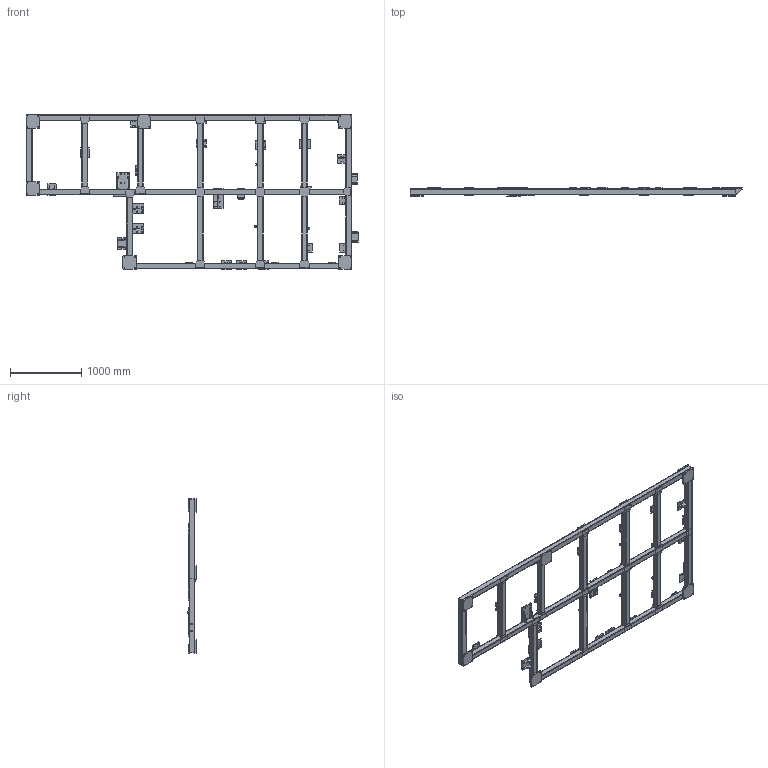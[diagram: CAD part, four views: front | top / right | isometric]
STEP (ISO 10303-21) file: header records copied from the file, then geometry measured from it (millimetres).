
FILE_DESCRIPTION(('CATIA V5 STEP Exchange'),'2;1');
FILE_NAME('C00363442-HZ-519-227090-1-UN201-0-001-01-OFF.stp','2022-04-06T13:48:11+00:00',('none'),('none'),'CATIA Version 5-6 Release 2016','CATIA V5 STEP AP203','none');
FILE_SCHEMA(('CONFIG_CONTROL_DESIGN'));
Length unit declared in the file: millimetre
Products named in the file (1): C00363442-HZ-519-227090-1-UN201-0-001-01-OFF
Assembly tree (97 placements, depth 2):
  C00363442-HZ-519-227090-1-UN201-0-001-01-OFF
    #57
    #830
    #1513
    #2286
    #3059
    #3832  x8
    #4498
    #5181
    #5878
    #6575
    #7272
    #7839
    #8536
    #9233  x2
    #10099
    #10796
    #11493
    #12190  x3
    #12913
    #13480
    #14047
    #14744
    #15441
    #16138  x4
    #16874
    #17082  x16
    #17518  x3
    #17752  x5
    #18111  x2
    #18365  x6
    #19087
    #19768
    #20335
    #21032  x3
    #21240
    #22099
    #23350  x2
    #24242  x5
    #24502  x8
    #25355  x4
Bounding box: 4656 x 118 x 2173 mm (x, y, z)
Volume: 51567157.4 mm3; surface area: 17098556.4 mm2
Topology: 97 solids, 97 shells, 1515 faces, 3963 edges, 2642 vertices
Faces by surface type: cylinder 779, plane 736
Entity records: 25454 total; most frequent: CARTESIAN_POINT 5970, ORIENTED_EDGE 3912, DIRECTION 3394, EDGE_CURVE 1956, AXIS2_PLACEMENT_3D 1548, VERTEX_POINT 1304, VECTOR 1066, LINE 1066
